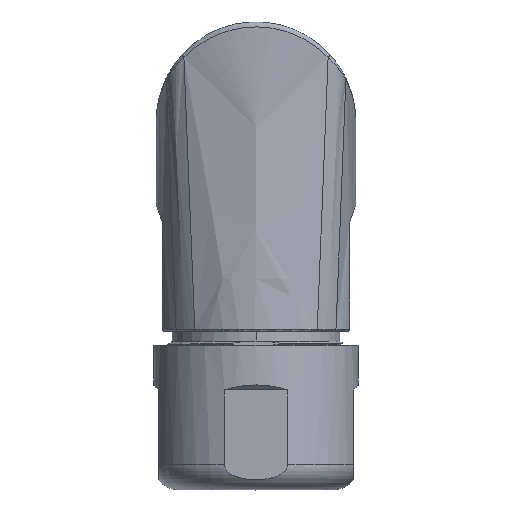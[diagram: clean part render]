
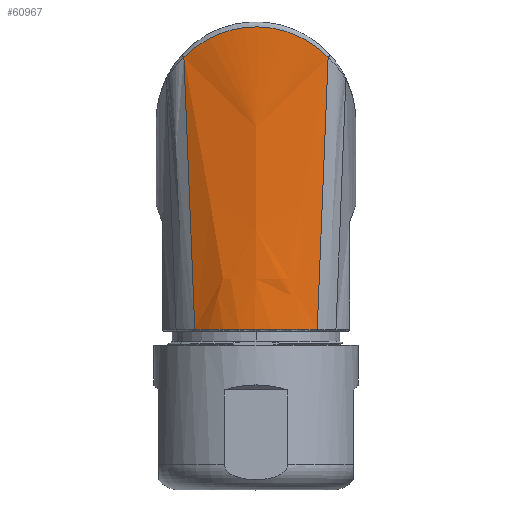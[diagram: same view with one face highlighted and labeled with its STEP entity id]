
A CAD part, top view. The second image highlights one B-rep face of the part: STEP entity #60967.
In plain terms, the highlighted free-form (B-spline) face has degree [3, 3] with [7, 4] control points.
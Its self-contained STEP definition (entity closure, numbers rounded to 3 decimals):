
#1240=CARTESIAN_POINT('',(-7.228,6.419,9.231));
#1242=DIRECTION('',(0.04,-0.998,-0.048));
#1243=VECTOR('',#1242,27.286);
#1244=CARTESIAN_POINT('',(-7.228,6.419,9.231));
#1245=LINE('',#1244,#1243);
#1246=CARTESIAN_POINT('',(-7.228,6.419,9.231));
#1247=CARTESIAN_POINT('',(-6.317,7.369,9.593));
#1248=CARTESIAN_POINT('',(-4.089,8.923,10.218));
#1249=CARTESIAN_POINT('',(0.,9.777,
10.564));
#1250=CARTESIAN_POINT('',(4.089,8.924,10.218));
#1251=CARTESIAN_POINT('',(6.317,7.37,9.593));
#1252=CARTESIAN_POINT('',(7.228,6.42,9.231));
#1254=DIRECTION('',(-0.04,-0.998,-0.048));
#1255=VECTOR('',#1254,27.287);
#1256=CARTESIAN_POINT('',(7.228,6.42,9.231));
#1257=LINE('',#1256,#1255);
#1482=CARTESIAN_POINT('',(-6.137,-20.813,
7.91));
#1483=CARTESIAN_POINT('',(-5.705,-20.811,
8.244));
#1484=CARTESIAN_POINT('',(-4.784,-20.808,
8.842));
#1485=CARTESIAN_POINT('',(-3.267,-20.805,
9.505));
#1486=CARTESIAN_POINT('',(-1.657,-20.803,
9.911));
#1487=CARTESIAN_POINT('',(0.001,-20.803,
10.048));
#1488=CARTESIAN_POINT('',(1.658,-20.803,9.911));
#1489=CARTESIAN_POINT('',(3.268,-20.805,9.504));
#1490=CARTESIAN_POINT('',(4.785,-20.808,8.841));
#1491=CARTESIAN_POINT('',(5.705,-20.811,8.243));
#1492=CARTESIAN_POINT('',(6.137,-20.813,7.91));
#55553=VERTEX_POINT('',#1240);
#55554=CARTESIAN_POINT('',(-6.137,-20.813,
7.91));
#55555=VERTEX_POINT('',#55554);
#55556=VERTEX_POINT('',#1252);
#55557=CARTESIAN_POINT('',(6.137,-20.813,
7.91));
#55558=VERTEX_POINT('',#55557);
#60929=CARTESIAN_POINT('',(6.318,-21.419,
7.715));
#60930=CARTESIAN_POINT('',(6.766,-10.913,
8.251));
#60931=CARTESIAN_POINT('',(7.214,-0.407,
8.788));
#60932=CARTESIAN_POINT('',(7.661,10.099,9.324));
#60933=CARTESIAN_POINT('',(6.251,-21.419,
7.771));
#60934=CARTESIAN_POINT('',(6.689,-10.913,
8.298));
#60935=CARTESIAN_POINT('',(7.128,-0.407,
8.826));
#60936=CARTESIAN_POINT('',(7.566,10.099,9.353));
#60937=CARTESIAN_POINT('',(4.473,-21.419,
9.206));
#60938=CARTESIAN_POINT('',(4.676,-10.913,
9.5));
#60939=CARTESIAN_POINT('',(4.879,-0.407,
9.795));
#60940=CARTESIAN_POINT('',(5.082,10.099,10.089));
#60941=CARTESIAN_POINT('',(0.,-21.419,
10.751));
#60942=CARTESIAN_POINT('',(0.,-10.913,
10.771));
#60943=CARTESIAN_POINT('',(0.,-0.407,
10.791));
#60944=CARTESIAN_POINT('',(0.,10.099,
10.811));
#60945=CARTESIAN_POINT('',(-4.473,-21.419,
9.206));
#60946=CARTESIAN_POINT('',(-4.676,-10.913,
9.5));
#60947=CARTESIAN_POINT('',(-4.879,-0.407,
9.795));
#60948=CARTESIAN_POINT('',(-5.082,10.099,
10.089));
#60949=CARTESIAN_POINT('',(-6.251,-21.419,
7.771));
#60950=CARTESIAN_POINT('',(-6.689,-10.913,
8.298));
#60951=CARTESIAN_POINT('',(-7.128,-0.407,
8.826));
#60952=CARTESIAN_POINT('',(-7.566,10.099,
9.353));
#60953=CARTESIAN_POINT('',(-6.318,-21.419,
7.715));
#60954=CARTESIAN_POINT('',(-6.766,-10.913,
8.251));
#60955=CARTESIAN_POINT('',(-7.214,-0.407,
8.788));
#60956=CARTESIAN_POINT('',(-7.661,10.099,
9.324));
#60957=B_SPLINE_SURFACE_WITH_KNOTS('',3,3,((#60929,#60930,#60931,#60932),
(#60933,#60934,#60935,#60936),(#60937,#60938,#60939,#60940),(#60941,#60942,
#60943,#60944),(#60945,#60946,#60947,#60948),(#60949,#60950,#60951,#60952),(
#60953,#60954,#60955,#60956)),.UNSPECIFIED.,.F.,.F.,.F.,(4,1,1,1,4),(4,4),(
-0.02,0.,0.5,1.,1.02),(0.,
1.),.UNSPECIFIED.);
#60959=ORIENTED_EDGE('',*,*,#60958,.T.);
#60961=ORIENTED_EDGE('',*,*,#60960,.T.);
#60963=ORIENTED_EDGE('',*,*,#60962,.F.);
#60964=ORIENTED_EDGE('',*,*,#60921,.F.);
#60965=EDGE_LOOP('',(#60959,#60961,#60963,#60964));
#60966=FACE_OUTER_BOUND('',#60965,.F.);
#1253=B_SPLINE_CURVE_WITH_KNOTS('',3,(#1246,#1247,#1248,#1249,#1250,#1251,
#1252),.UNSPECIFIED.,.F.,.F.,(4,1,1,1,4),(0.,0.25,0.5,0.75,1.),
.UNSPECIFIED.);
#1493=B_SPLINE_CURVE_WITH_KNOTS('',3,(#1482,#1483,#1484,#1485,#1486,#1487,#1488,
#1489,#1490,#1491,#1492),.UNSPECIFIED.,.F.,.F.,(4,1,1,1,1,1,1,1,4),(0.,
0.125,0.25,0.375,0.5,0.625,0.75,0.875,1.),.UNSPECIFIED.);
#60921=EDGE_CURVE('',#55553,#55555,#1245,.T.);
#60958=EDGE_CURVE('',#55553,#55556,#1253,.T.);
#60960=EDGE_CURVE('',#55556,#55558,#1257,.T.);
#60962=EDGE_CURVE('',#55555,#55558,#1493,.T.);
#60967=ADVANCED_FACE('',(#60966),#60957,.F.);
